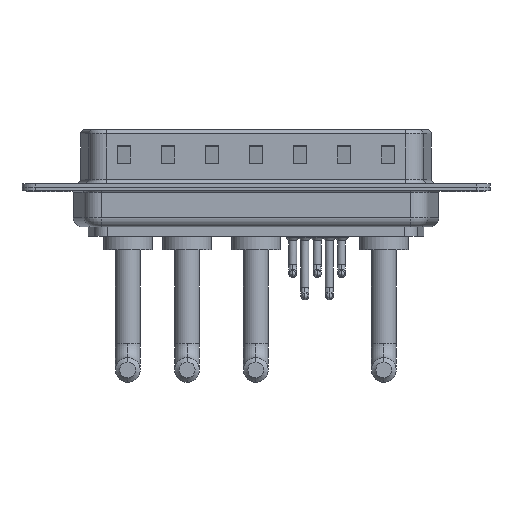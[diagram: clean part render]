
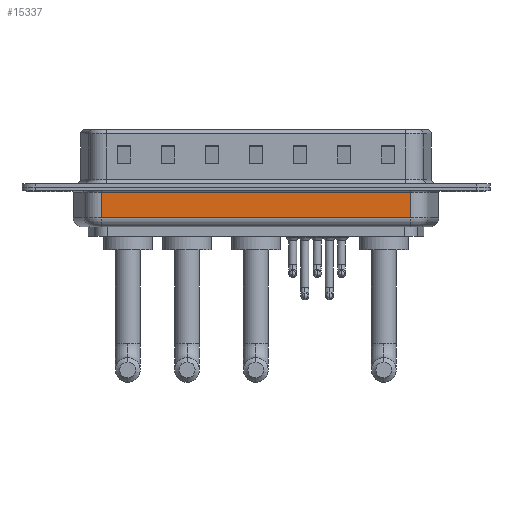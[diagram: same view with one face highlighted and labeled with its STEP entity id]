
A CAD part, front view. The second image highlights one B-rep face of the part: STEP entity #15337.
In plain terms, the highlighted planar face has unit normal (0, -1, 0).
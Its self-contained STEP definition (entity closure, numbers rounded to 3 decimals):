
#154 = EDGE_CURVE ( 'NONE', #3103, #974, #8327, .T. ) ;
#410 = CARTESIAN_POINT ( 'NONE',  ( 6.006, -5.35, -0.65 ) ) ;
#655 = PLANE ( 'NONE',  #18233 ) ;
#974 = VERTEX_POINT ( 'NONE', #5038 ) ;
#1782 = DIRECTION ( 'NONE',  ( -1., 0., 0. ) ) ;
#2995 = EDGE_LOOP ( 'NONE', ( #17849, #4251, #6573, #13345 ) ) ;
#3103 = VERTEX_POINT ( 'NONE', #19690 ) ;
#4251 = ORIENTED_EDGE ( 'NONE', *, *, #154, .T. ) ;
#4402 = LINE ( 'NONE', #10478, #10281 ) ;
#5038 = CARTESIAN_POINT ( 'NONE',  ( 41.044, -5.35, -3.5 ) ) ;
#6573 = ORIENTED_EDGE ( 'NONE', *, *, #14710, .T. ) ;
#6760 = DIRECTION ( 'NONE',  ( 1., 0., 0. ) ) ;
#7188 = EDGE_CURVE ( 'NONE', #14493, #11206, #14715, .T. ) ;
#8218 = EDGE_CURVE ( 'NONE', #3103, #11206, #4402, .T. ) ;
#8327 = LINE ( 'NONE', #9814, #16549 ) ;
#8373 = DIRECTION ( 'NONE',  ( 0., 0., 1. ) ) ;
#8798 = DIRECTION ( 'NONE',  ( 0., 0., 1. ) ) ;
#9814 = CARTESIAN_POINT ( 'NONE',  ( 6.006, -5.35, -3.5 ) ) ;
#10281 = VECTOR ( 'NONE', #8798, 1000. ) ;
#10478 = CARTESIAN_POINT ( 'NONE',  ( 6.006, -5.35, -4.5 ) ) ;
#11206 = VERTEX_POINT ( 'NONE', #20193 ) ;
#11543 = VECTOR ( 'NONE', #18885, 1000. ) ;
#13345 = ORIENTED_EDGE ( 'NONE', *, *, #7188, .T. ) ;
#14191 = CARTESIAN_POINT ( 'NONE',  ( 41.044, -5.35, -4.5 ) ) ;
#14493 = VERTEX_POINT ( 'NONE', #19539 ) ;
#14554 = CARTESIAN_POINT ( 'NONE',  ( 6.006, -5.35, -4.5 ) ) ;
#14710 = EDGE_CURVE ( 'NONE', #974, #14493, #15438, .T. ) ;
#14715 = LINE ( 'NONE', #410, #16179 ) ;
#14848 = DIRECTION ( 'NONE',  ( 0., 1., 0. ) ) ;
#15337 = ADVANCED_FACE ( 'NONE', ( #17795 ), #655, .F. ) ;
#15438 = LINE ( 'NONE', #14191, #11543 ) ;
#16179 = VECTOR ( 'NONE', #1782, 1000. ) ;
#16549 = VECTOR ( 'NONE', #6760, 1000. ) ;
#17795 = FACE_OUTER_BOUND ( 'NONE', #2995, .T. ) ;
#17849 = ORIENTED_EDGE ( 'NONE', *, *, #8218, .F. ) ;
#18233 = AXIS2_PLACEMENT_3D ( 'NONE', #14554, #14848, #8373 ) ;
#18885 = DIRECTION ( 'NONE',  ( 0., 0., 1. ) ) ;
#19539 = CARTESIAN_POINT ( 'NONE',  ( 41.044, -5.35, -0.65 ) ) ;
#19690 = CARTESIAN_POINT ( 'NONE',  ( 6.006, -5.35, -3.5 ) ) ;
#20193 = CARTESIAN_POINT ( 'NONE',  ( 6.006, -5.35, -0.65 ) ) ;
